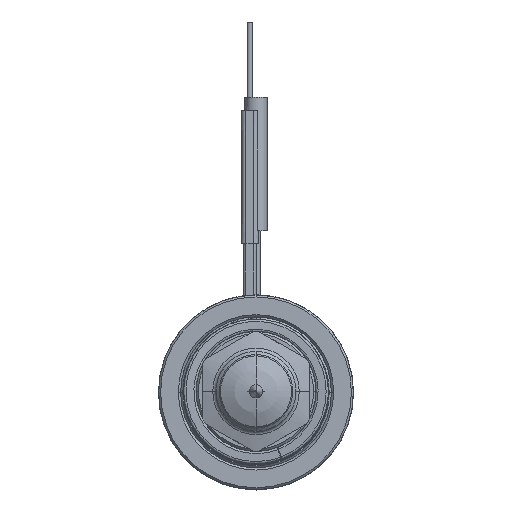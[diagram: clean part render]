
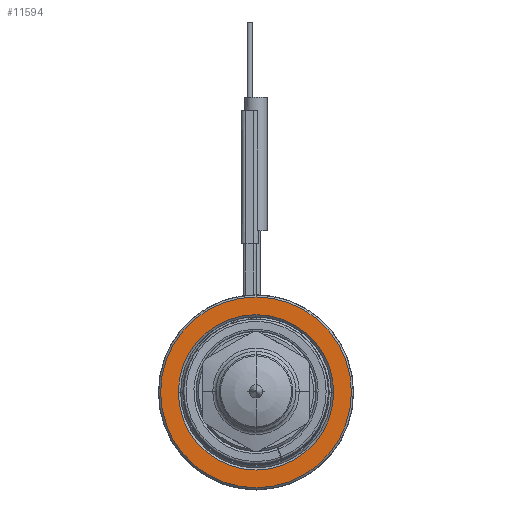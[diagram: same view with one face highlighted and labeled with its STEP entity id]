
A CAD part, top view. The second image highlights one B-rep face of the part: STEP entity #11594.
In plain terms, the highlighted planar face has unit normal (0, 0, 1).
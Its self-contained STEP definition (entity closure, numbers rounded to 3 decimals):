
#3381=CARTESIAN_POINT('',(0.,0.,40.));
#3382=DIRECTION('',(0.,0.,-1.));
#3383=DIRECTION('',(-1.,0.,0.));
#3384=AXIS2_PLACEMENT_3D('',#3381,#3382,#3383);
#3395=CARTESIAN_POINT('',(0.,0.,
40.));
#3396=DIRECTION('',(0.,0.,-1.));
#3397=DIRECTION('',(1.,0.,0.));
#3398=AXIS2_PLACEMENT_3D('',#3395,#3396,#3397);
#3409=CARTESIAN_POINT('',(0.,0.,
40.));
#3410=DIRECTION('',(0.,0.,-1.));
#3411=DIRECTION('',(1.,0.,0.));
#3412=AXIS2_PLACEMENT_3D('',#3409,#3410,#3411);
#3423=CARTESIAN_POINT('',(0.,0.,
40.));
#3424=DIRECTION('',(0.,0.,-1.));
#3425=DIRECTION('',(-1.,0.,0.));
#3426=AXIS2_PLACEMENT_3D('',#3423,#3424,#3425);
#7178=CARTESIAN_POINT('',(21.5,0.,40.));
#7179=CARTESIAN_POINT('',(-21.5,0.,40.));
#7180=VERTEX_POINT('',#7178);
#7181=VERTEX_POINT('',#7179);
#7182=CARTESIAN_POINT('',(17.5,0.,40.));
#7183=CARTESIAN_POINT('',(-17.5,0.,40.));
#7184=VERTEX_POINT('',#7182);
#7185=VERTEX_POINT('',#7183);
#11579=CARTESIAN_POINT('',(0.,0.,40.));
#11580=DIRECTION('',(0.,0.,1.));
#11581=DIRECTION('',(-1.,0.,0.));
#11582=AXIS2_PLACEMENT_3D('',#11579,#11580,#11581);
#11583=PLANE('',#11582);
#11584=ORIENTED_EDGE('',*,*,#11561,.T.);
#11585=ORIENTED_EDGE('',*,*,#11546,.T.);
#11586=EDGE_LOOP('',(#11584,#11585));
#11587=FACE_OUTER_BOUND('',#11586,.F.);
#11589=ORIENTED_EDGE('',*,*,#11588,.F.);
#11591=ORIENTED_EDGE('',*,*,#11590,.F.);
#11592=EDGE_LOOP('',(#11589,#11591));
#11593=FACE_BOUND('',#11592,.F.);
#3385=CIRCLE('',#3384,21.5);
#3399=CIRCLE('',#3398,21.5);
#3413=CIRCLE('',#3412,17.5);
#3427=CIRCLE('',#3426,17.5);
#11546=EDGE_CURVE('',#7181,#7180,#3385,.T.);
#11561=EDGE_CURVE('',#7180,#7181,#3399,.T.);
#11588=EDGE_CURVE('',#7184,#7185,#3413,.T.);
#11590=EDGE_CURVE('',#7185,#7184,#3427,.T.);
#11594=ADVANCED_FACE('',(#11587,#11593),#11583,.T.);
